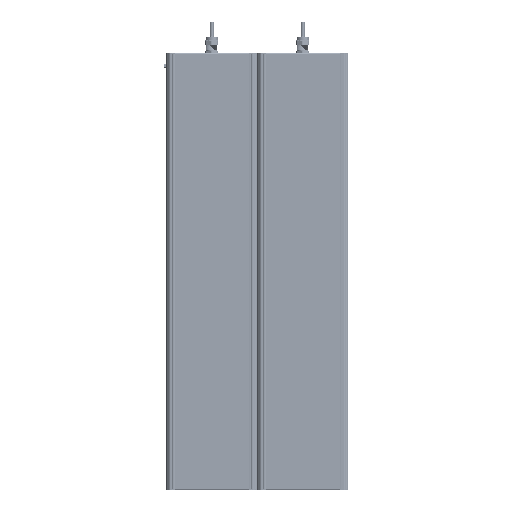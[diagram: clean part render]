
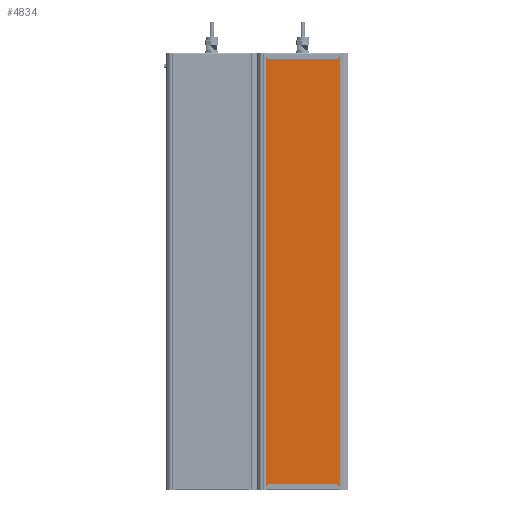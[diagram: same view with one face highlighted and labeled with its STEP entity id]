
A CAD part, front view. The second image highlights one B-rep face of the part: STEP entity #4834.
In plain terms, the highlighted face is planar.
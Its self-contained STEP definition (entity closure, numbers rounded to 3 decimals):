
#4834=ADVANCED_FACE('',(#9340),#9342,.T.);
#9340=FACE_BOUND('',#9341,.T.);
#9341=EDGE_LOOP('',(#42546,#42547,#42548,#42549));
#9342=PLANE('',#9343);
#9343=AXIS2_PLACEMENT_3D('',#9344,#9345,#9346);
#9344=CARTESIAN_POINT('',(2111.497,401.002,-34.582));
#9345=DIRECTION('',(0.,0.,-1.));
#9346=DIRECTION('',(0.,1.,0.));
#42546=ORIENTED_EDGE('',*,*,#50088,.F.);
#42547=ORIENTED_EDGE('',*,*,#50087,.T.);
#42548=ORIENTED_EDGE('',*,*,#50089,.F.);
#42549=ORIENTED_EDGE('',*,*,#50079,.F.);
#50079=EDGE_CURVE('',#55287,#55290,#55291,.T.);
#50087=EDGE_CURVE('',#55300,#55302,#55304,.T.);
#50088=EDGE_CURVE('',#55300,#55287,#55305,.T.);
#50089=EDGE_CURVE('',#55290,#55302,#55306,.T.);
#55287=VERTEX_POINT('',#65881);
#55290=VERTEX_POINT('',#65886);
#55291=LINE('',#65887,#65888);
#55300=VERTEX_POINT('',#65908);
#55302=VERTEX_POINT('',#65912);
#55304=LINE('',#65916,#65917);
#55305=LINE('',#65919,#65920);
#55306=LINE('',#65922,#65923);
#65881=CARTESIAN_POINT('',(2111.497,401.002,-34.582));
#65886=CARTESIAN_POINT('',(3007.497,401.002,-34.582));
#65887=CARTESIAN_POINT('',(2111.497,401.002,-34.582));
#65888=VECTOR('',#65889,1.);
#65889=DIRECTION('',(1.,0.,0.));
#65908=CARTESIAN_POINT('',(2111.497,565.13,-34.582));
#65912=CARTESIAN_POINT('',(3007.497,565.13,-34.582));
#65916=CARTESIAN_POINT('',(2111.497,565.13,-34.582));
#65917=VECTOR('',#65918,1.);
#65918=DIRECTION('',(1.,0.,0.));
#65919=CARTESIAN_POINT('',(2111.497,565.13,-34.582));
#65920=VECTOR('',#65921,1.);
#65921=DIRECTION('',(0.,-1.,0.));
#65922=CARTESIAN_POINT('',(3007.497,401.002,-34.582));
#65923=VECTOR('',#65924,1.);
#65924=DIRECTION('',(0.,1.,0.));
